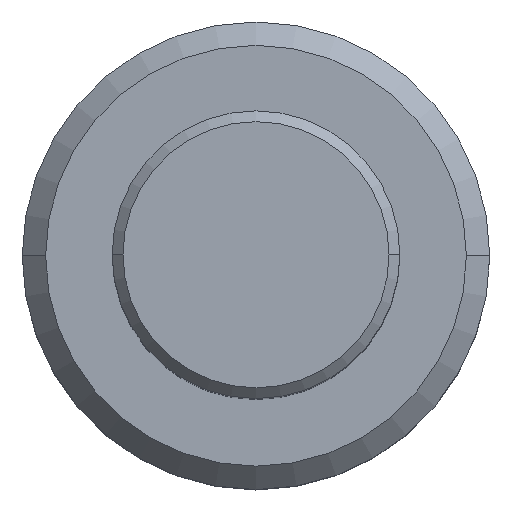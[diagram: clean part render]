
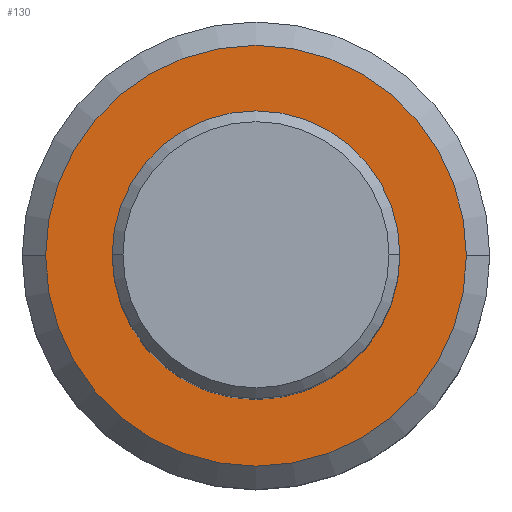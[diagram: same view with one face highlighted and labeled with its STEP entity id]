
A CAD part, top view. The second image highlights one B-rep face of the part: STEP entity #130.
In plain terms, the highlighted planar face has unit normal (0, 0, 1).
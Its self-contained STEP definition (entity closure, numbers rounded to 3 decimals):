
#52 = DIRECTION ( 'NONE',  ( -1., 0., 0. ) ) ;
#109 = CARTESIAN_POINT ( 'NONE',  ( -4., 0., -16. ) ) ;
#115 = CIRCLE ( 'NONE', #837, 4. ) ;
#130 = ADVANCED_FACE ( 'NONE', ( #479, #747 ), #159, .F. ) ;
#133 = CARTESIAN_POINT ( 'NONE',  ( 5.85, 0., -16. ) ) ;
#159 = PLANE ( 'NONE',  #495 ) ;
#181 = EDGE_CURVE ( 'NONE', #689, #496, #718, .T. ) ;
#214 = EDGE_CURVE ( 'NONE', #225, #234, #687, .T. ) ;
#223 = DIRECTION ( 'NONE',  ( -1., 0., 0. ) ) ;
#225 = VERTEX_POINT ( 'NONE', #773 ) ;
#227 = CIRCLE ( 'NONE', #704, 5.85 ) ;
#234 = VERTEX_POINT ( 'NONE', #109 ) ;
#236 = CARTESIAN_POINT ( 'NONE',  ( 0., 0., -16. ) ) ;
#244 = DIRECTION ( 'NONE',  ( -1., 0., 0. ) ) ;
#291 = ORIENTED_EDGE ( 'NONE', *, *, #181, .T. ) ;
#374 = EDGE_CURVE ( 'NONE', #496, #689, #227, .T. ) ;
#426 = DIRECTION ( 'NONE',  ( 0., 0., 1. ) ) ;
#428 = AXIS2_PLACEMENT_3D ( 'NONE', #448, #851, #244 ) ;
#448 = CARTESIAN_POINT ( 'NONE',  ( 0., 0., -16. ) ) ;
#479 = FACE_BOUND ( 'NONE', #503, .T. ) ;
#493 = DIRECTION ( 'NONE',  ( 0., 0., -1. ) ) ;
#495 = AXIS2_PLACEMENT_3D ( 'NONE', #236, #493, #679 ) ;
#496 = VERTEX_POINT ( 'NONE', #133 ) ;
#503 = EDGE_LOOP ( 'NONE', ( #624, #819 ) ) ;
#516 = DIRECTION ( 'NONE',  ( 0., 0., 1. ) ) ;
#550 = CARTESIAN_POINT ( 'NONE',  ( 0., 0., -16. ) ) ;
#580 = DIRECTION ( 'NONE',  ( 0., 0., 1. ) ) ;
#603 = EDGE_LOOP ( 'NONE', ( #291, #738 ) ) ;
#624 = ORIENTED_EDGE ( 'NONE', *, *, #214, .F. ) ;
#629 = EDGE_CURVE ( 'NONE', #234, #225, #115, .T. ) ;
#630 = DIRECTION ( 'NONE',  ( -1., 0., 0. ) ) ;
#632 = AXIS2_PLACEMENT_3D ( 'NONE', #639, #580, #630 ) ;
#639 = CARTESIAN_POINT ( 'NONE',  ( 0., 0., -16. ) ) ;
#679 = DIRECTION ( 'NONE',  ( 0., -1., 0. ) ) ;
#684 = CARTESIAN_POINT ( 'NONE',  ( -5.85, 0., -16. ) ) ;
#687 = CIRCLE ( 'NONE', #428, 4. ) ;
#689 = VERTEX_POINT ( 'NONE', #684 ) ;
#699 = CARTESIAN_POINT ( 'NONE',  ( 0., 0., -16. ) ) ;
#704 = AXIS2_PLACEMENT_3D ( 'NONE', #699, #516, #52 ) ;
#718 = CIRCLE ( 'NONE', #632, 5.85 ) ;
#738 = ORIENTED_EDGE ( 'NONE', *, *, #374, .T. ) ;
#747 = FACE_OUTER_BOUND ( 'NONE', #603, .T. ) ;
#773 = CARTESIAN_POINT ( 'NONE',  ( 4., 0., -16. ) ) ;
#819 = ORIENTED_EDGE ( 'NONE', *, *, #629, .F. ) ;
#837 = AXIS2_PLACEMENT_3D ( 'NONE', #550, #426, #223 ) ;
#851 = DIRECTION ( 'NONE',  ( 0., 0., 1. ) ) ;
